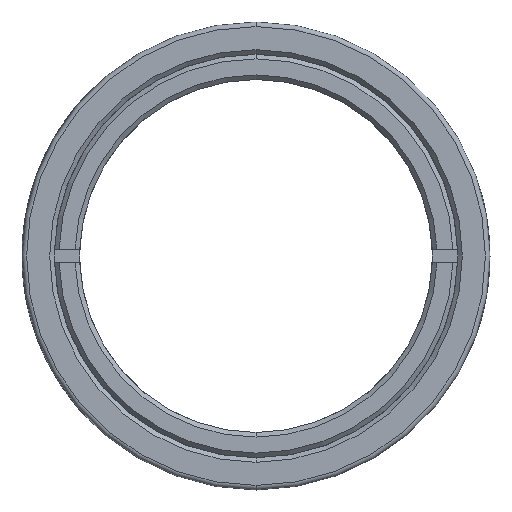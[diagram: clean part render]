
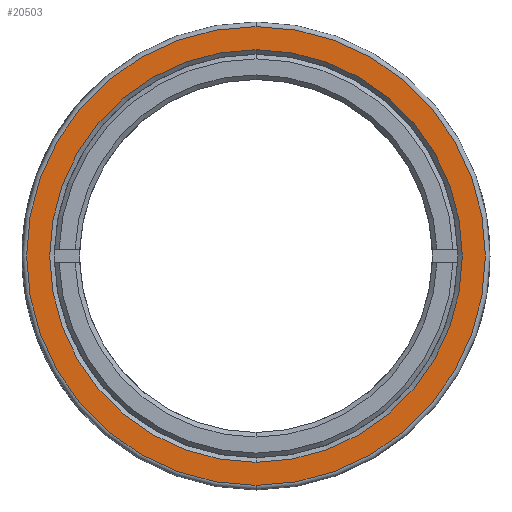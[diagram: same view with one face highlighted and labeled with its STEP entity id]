
A CAD part, front view. The second image highlights one B-rep face of the part: STEP entity #20503.
In plain terms, the highlighted planar face has unit normal (0, -1, 0).
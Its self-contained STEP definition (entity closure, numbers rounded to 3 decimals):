
#1263 = EDGE_CURVE ( 'NONE', #26485, #25131, #8422, .T. ) ;
#2261 = CIRCLE ( 'NONE', #21015, 14.95 ) ;
#2812 = VERTEX_POINT ( 'NONE', #18277 ) ;
#3469 = EDGE_LOOP ( 'NONE', ( #3720, #20936 ) ) ;
#3665 = AXIS2_PLACEMENT_3D ( 'NONE', #15132, #7323, #18476 ) ;
#3720 = ORIENTED_EDGE ( 'NONE', *, *, #7096, .T. ) ;
#4610 = CIRCLE ( 'NONE', #3665, 13.445 ) ;
#5727 = DIRECTION ( 'NONE',  ( 0., 0., 1. ) ) ;
#5898 = DIRECTION ( 'NONE',  ( 1., 0., 0. ) ) ;
#7096 = EDGE_CURVE ( 'NONE', #25131, #26485, #4610, .T. ) ;
#7323 = DIRECTION ( 'NONE',  ( 0., 1., 0. ) ) ;
#7482 = EDGE_CURVE ( 'NONE', #2812, #20939, #2261, .T. ) ;
#8073 = CARTESIAN_POINT ( 'NONE',  ( 15.419, 15.237, 18.209 ) ) ;
#8422 = CIRCLE ( 'NONE', #10242, 13.445 ) ;
#9753 = EDGE_CURVE ( 'NONE', #20939, #2812, #10696, .T. ) ;
#9826 = CARTESIAN_POINT ( 'NONE',  ( 15.419, 15.237, 33.159 ) ) ;
#10242 = AXIS2_PLACEMENT_3D ( 'NONE', #28043, #20981, #12301 ) ;
#10696 = CIRCLE ( 'NONE', #14412, 14.95 ) ;
#11829 = CARTESIAN_POINT ( 'NONE',  ( 15.419, 15.237, 31.654 ) ) ;
#11847 = ORIENTED_EDGE ( 'NONE', *, *, #9753, .T. ) ;
#12301 = DIRECTION ( 'NONE',  ( 0., 0., 1. ) ) ;
#12641 = CARTESIAN_POINT ( 'NONE',  ( 15.419, 15.237, 18.209 ) ) ;
#14412 = AXIS2_PLACEMENT_3D ( 'NONE', #8073, #21001, #5727 ) ;
#14687 = CARTESIAN_POINT ( 'NONE',  ( 15.419, 15.237, 4.764 ) ) ;
#15132 = CARTESIAN_POINT ( 'NONE',  ( 15.419, 15.237, 18.209 ) ) ;
#16746 = FACE_BOUND ( 'NONE', #3469, .T. ) ;
#16991 = AXIS2_PLACEMENT_3D ( 'NONE', #12641, #25885, #5898 ) ;
#18277 = CARTESIAN_POINT ( 'NONE',  ( 15.419, 15.237, 3.259 ) ) ;
#18476 = DIRECTION ( 'NONE',  ( 0., 0., 1. ) ) ;
#19111 = FACE_OUTER_BOUND ( 'NONE', #26205, .T. ) ;
#20503 = ADVANCED_FACE ( 'NONE', ( #16746, #19111 ), #27644, .F. ) ;
#20936 = ORIENTED_EDGE ( 'NONE', *, *, #1263, .T. ) ;
#20939 = VERTEX_POINT ( 'NONE', #9826 ) ;
#20981 = DIRECTION ( 'NONE',  ( 0., 1., 0. ) ) ;
#21001 = DIRECTION ( 'NONE',  ( 0., -1., 0. ) ) ;
#21015 = AXIS2_PLACEMENT_3D ( 'NONE', #26678, #29035, #22540 ) ;
#22360 = ORIENTED_EDGE ( 'NONE', *, *, #7482, .T. ) ;
#22540 = DIRECTION ( 'NONE',  ( 0., 0., 1. ) ) ;
#25131 = VERTEX_POINT ( 'NONE', #14687 ) ;
#25885 = DIRECTION ( 'NONE',  ( 0., 1., 0. ) ) ;
#26205 = EDGE_LOOP ( 'NONE', ( #11847, #22360 ) ) ;
#26485 = VERTEX_POINT ( 'NONE', #11829 ) ;
#26678 = CARTESIAN_POINT ( 'NONE',  ( 15.419, 15.237, 18.209 ) ) ;
#27644 = PLANE ( 'NONE',  #16991 ) ;
#28043 = CARTESIAN_POINT ( 'NONE',  ( 15.419, 15.237, 18.209 ) ) ;
#29035 = DIRECTION ( 'NONE',  ( 0., -1., 0. ) ) ;
